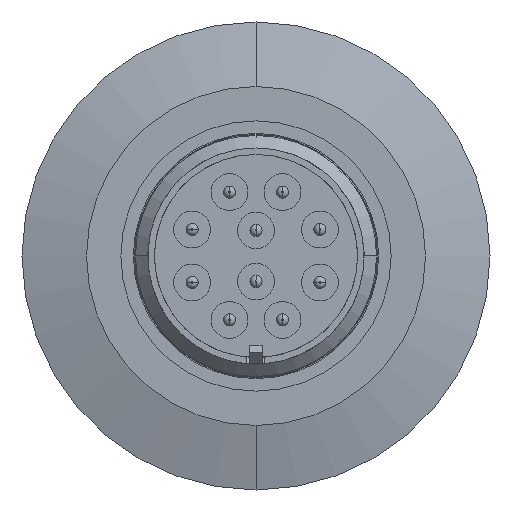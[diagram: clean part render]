
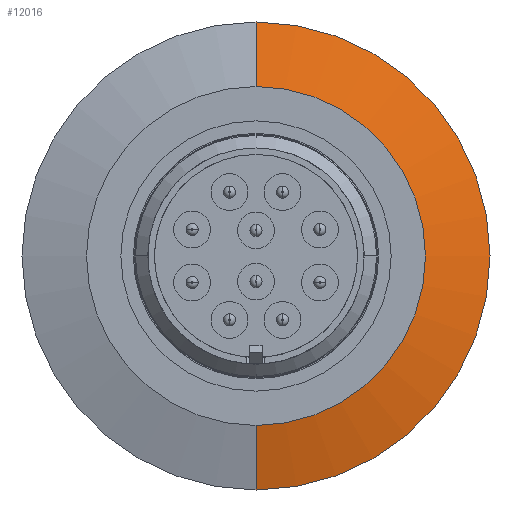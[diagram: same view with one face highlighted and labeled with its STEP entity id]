
A CAD part, front view. The second image highlights one B-rep face of the part: STEP entity #12016.
In plain terms, the highlighted conical face has half-angle 75 degrees and reference radius 27.495 mm.
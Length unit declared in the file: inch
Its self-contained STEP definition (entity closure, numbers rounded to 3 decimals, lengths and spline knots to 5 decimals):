
#846 = VECTOR ( 'NONE', #7265, 39.37008 ) ;
#860 = LINE ( 'NONE', #7258, #846 ) ;
#990 = CIRCLE ( 'NONE', #6955, 0.78394 ) ;
#1000 = CIRCLE ( 'NONE', #6977, 1.0825 ) ;
#1006 = VECTOR ( 'NONE', #9931, 39.37008 ) ;
#1009 = LINE ( 'NONE', #9932, #1006 ) ;
#1515 = EDGE_CURVE ( 'NONE', #13086, #13083, #990, .T. ) ;
#1526 = EDGE_CURVE ( 'NONE', #13088, #13087, #1000, .T. ) ;
#1540 = EDGE_CURVE ( 'NONE', #13083, #13087, #1009, .T. ) ;
#1566 = EDGE_CURVE ( 'NONE', #13086, #13088, #860, .T. ) ;
#2725 = FACE_OUTER_BOUND ( 'NONE', #5934, .T. ) ;
#2746 = CONICAL_SURFACE ( 'NONE', #8305, 1.0825, 1.309 ) ;
#2807 = DIRECTION ( 'NONE',  ( 0., 0., 1. ) ) ;
#2812 = DIRECTION ( 'NONE',  ( 0., 1., 0. ) ) ;
#2816 = CARTESIAN_POINT ( 'NONE',  ( 0., 1.58065, 0. ) ) ;
#3848 = CARTESIAN_POINT ( 'NONE',  ( 0., 1.58065, -1.0825 ) ) ;
#3853 = CARTESIAN_POINT ( 'NONE',  ( 0., 1.50065, -0.78394 ) ) ;
#3858 = CARTESIAN_POINT ( 'NONE',  ( 0., 1.50065, 0.78394 ) ) ;
#3859 = CARTESIAN_POINT ( 'NONE',  ( 0., 1.58065, 1.0825 ) ) ;
#5600 = ORIENTED_EDGE ( 'NONE', *, *, #1566, .F. ) ;
#5604 = ORIENTED_EDGE ( 'NONE', *, *, #1526, .F. ) ;
#5608 = ORIENTED_EDGE ( 'NONE', *, *, #1540, .T. ) ;
#5616 = ORIENTED_EDGE ( 'NONE', *, *, #1515, .T. ) ;
#5934 = EDGE_LOOP ( 'NONE', ( #5616, #5608, #5604, #5600 ) ) ;
#6955 = AXIS2_PLACEMENT_3D ( 'NONE', #9942, #9941, #9940 ) ;
#6977 = AXIS2_PLACEMENT_3D ( 'NONE', #10128, #10168, #7325 ) ;
#7258 = CARTESIAN_POINT ( 'NONE',  ( 0., 1.58065, 1.0825 ) ) ;
#7265 = DIRECTION ( 'NONE',  ( 0., 0.259, 0.966 ) ) ;
#7325 = DIRECTION ( 'NONE',  ( 0., 0., -1. ) ) ;
#8305 = AXIS2_PLACEMENT_3D ( 'NONE', #2816, #2812, #2807 ) ;
#9931 = DIRECTION ( 'NONE',  ( 0., 0.259, -0.966 ) ) ;
#9932 = CARTESIAN_POINT ( 'NONE',  ( 0., 1.58065, -1.0825 ) ) ;
#9940 = DIRECTION ( 'NONE',  ( 0., 0., 1. ) ) ;
#9941 = DIRECTION ( 'NONE',  ( 0., 1., 0. ) ) ;
#9942 = CARTESIAN_POINT ( 'NONE',  ( 0., 1.50065, 0. ) ) ;
#10128 = CARTESIAN_POINT ( 'NONE',  ( 0., 1.58065, 0. ) ) ;
#10168 = DIRECTION ( 'NONE',  ( 0., 1., 0. ) ) ;
#12016 = ADVANCED_FACE ( 'NONE', ( #2725 ), #2746, .T. ) ;
#13083 = VERTEX_POINT ( 'NONE', #3853 ) ;
#13086 = VERTEX_POINT ( 'NONE', #3858 ) ;
#13087 = VERTEX_POINT ( 'NONE', #3848 ) ;
#13088 = VERTEX_POINT ( 'NONE', #3859 ) ;
